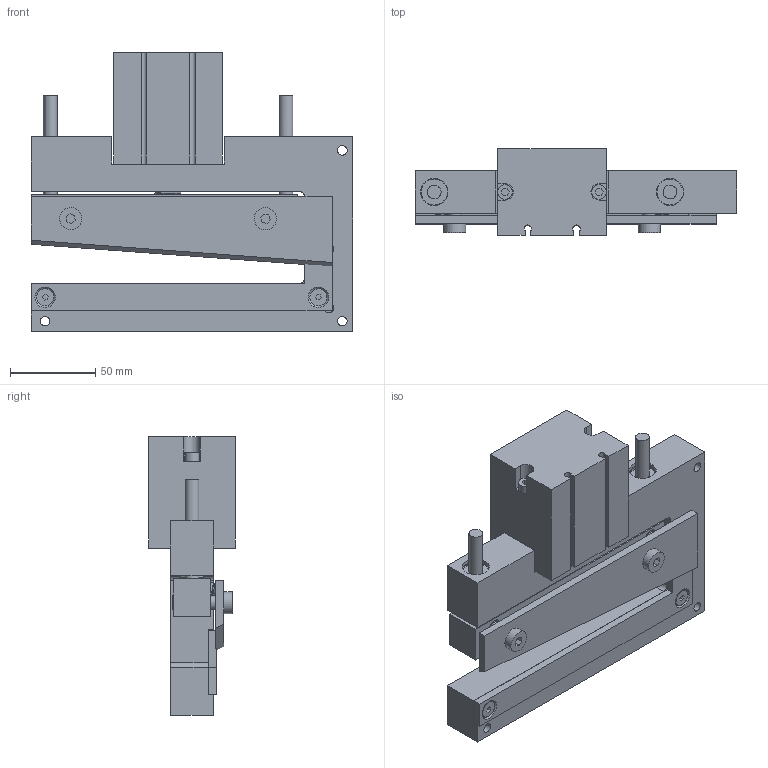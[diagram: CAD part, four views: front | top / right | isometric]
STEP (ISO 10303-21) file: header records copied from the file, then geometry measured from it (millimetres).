
FILE_DESCRIPTION(/* description */ (''),/* implementation_level */ '2;1');
FILE_NAME(/* name */ 'GO160.stp',/* time_stamp */ '2018-01-17T17:28:28-05:00',/* author */ ('ppanana'),/* organization */ (''),/* preprocessor_version */ 'ST-DEVELOPER v16.1',/* originating_system */ 'Autodesk Inventor 2016',/* authorisation */ '');
FILE_SCHEMA (('CONFIG_CONTROL_DESIGN'));
Length unit declared in the file: inch
Products named in the file (1): GO160 SOLID MODEL
Bounding box: 188 x 50.8 x 163.25 mm (x, y, z)
Surface area: 137794.7 mm2 (no closed solid volume)
Topology: 0 solids, 28 shells, 413 faces, 940 edges, 611 vertices
Faces by surface type: plane 253, cylinder 134, cone 24, bspline 2
Full cylindrical faces by diameter (mm): 0.5 x8, 3.242 x2, 4 x2, 4.134 x4, 5 x4, 5.6 x7, 6.647 x4, 8 x11, 8.22 x2, 8.5 x4, 8.7 x2, 10 x4, 10.05 x2, 13 x2, 16 x9, 16.8 x4, 17 x1
Entity records: 12796 total; most frequent: CARTESIAN_POINT 3107, DIRECTION 1925, ORIENTED_EDGE 1650, EDGE_CURVE 825, AXIS2_PLACEMENT_3D 699, EDGE_LOOP 613, VERTEX_POINT 592, LINE 527
